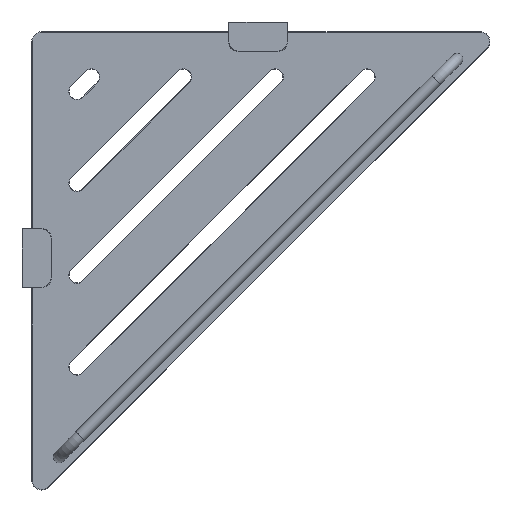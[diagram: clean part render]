
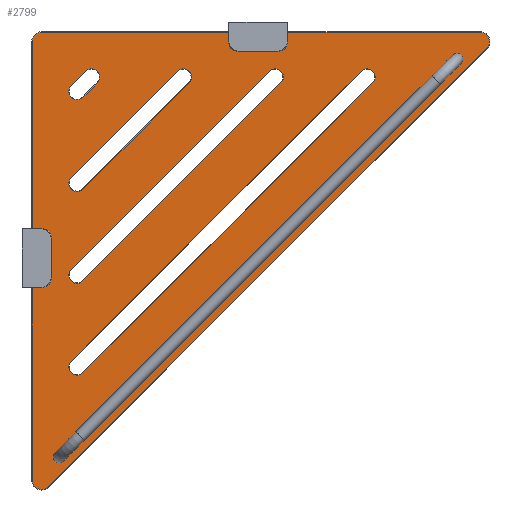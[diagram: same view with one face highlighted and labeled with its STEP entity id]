
A CAD part, top view. The second image highlights one B-rep face of the part: STEP entity #2799.
In plain terms, the highlighted planar face has unit normal (0, 0, 1).
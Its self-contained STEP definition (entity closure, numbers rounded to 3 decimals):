
#250=CIRCLE('',#3048,2.65);
#251=CIRCLE('',#3049,2.65);
#252=CIRCLE('',#3050,4.2);
#253=CIRCLE('',#3051,4.2);
#254=CIRCLE('',#3052,4.2);
#255=CIRCLE('',#3053,4.2);
#256=CIRCLE('',#3054,4.2);
#257=CIRCLE('',#3055,4.2);
#258=CIRCLE('',#3056,4.2);
#259=CIRCLE('',#3057,4.2);
#260=CIRCLE('',#3058,4.8);
#261=CIRCLE('',#3059,4.8);
#262=CIRCLE('',#3060,4.8);
#602=ORIENTED_EDGE('',*,*,#1107,.T.);
#603=ORIENTED_EDGE('',*,*,#1108,.T.);
#604=ORIENTED_EDGE('',*,*,#1109,.T.);
#605=ORIENTED_EDGE('',*,*,#1110,.T.);
#606=ORIENTED_EDGE('',*,*,#1111,.T.);
#607=ORIENTED_EDGE('',*,*,#1112,.T.);
#608=ORIENTED_EDGE('',*,*,#1113,.T.);
#609=ORIENTED_EDGE('',*,*,#1114,.T.);
#610=ORIENTED_EDGE('',*,*,#1115,.T.);
#611=ORIENTED_EDGE('',*,*,#1116,.T.);
#612=ORIENTED_EDGE('',*,*,#1117,.T.);
#613=ORIENTED_EDGE('',*,*,#1118,.T.);
#614=ORIENTED_EDGE('',*,*,#1119,.T.);
#615=ORIENTED_EDGE('',*,*,#1120,.T.);
#616=ORIENTED_EDGE('',*,*,#1121,.T.);
#617=ORIENTED_EDGE('',*,*,#1122,.T.);
#618=ORIENTED_EDGE('',*,*,#1123,.T.);
#619=ORIENTED_EDGE('',*,*,#1124,.T.);
#620=ORIENTED_EDGE('',*,*,#1125,.T.);
#621=ORIENTED_EDGE('',*,*,#1126,.T.);
#622=ORIENTED_EDGE('',*,*,#1127,.T.);
#623=ORIENTED_EDGE('',*,*,#1128,.T.);
#624=ORIENTED_EDGE('',*,*,#1129,.T.);
#625=ORIENTED_EDGE('',*,*,#1130,.T.);
#1107=EDGE_CURVE('',#1372,#1372,#250,.F.);
#1108=EDGE_CURVE('',#1373,#1373,#251,.F.);
#1109=EDGE_CURVE('',#1374,#1375,#1534,.T.);
#1110=EDGE_CURVE('',#1375,#1376,#252,.F.);
#1111=EDGE_CURVE('',#1376,#1377,#1535,.T.);
#1112=EDGE_CURVE('',#1377,#1374,#253,.F.);
#1113=EDGE_CURVE('',#1378,#1379,#1536,.T.);
#1114=EDGE_CURVE('',#1379,#1380,#254,.F.);
#1115=EDGE_CURVE('',#1380,#1381,#1537,.T.);
#1116=EDGE_CURVE('',#1381,#1378,#255,.F.);
#1117=EDGE_CURVE('',#1382,#1383,#1538,.T.);
#1118=EDGE_CURVE('',#1383,#1384,#256,.F.);
#1119=EDGE_CURVE('',#1384,#1385,#1539,.T.);
#1120=EDGE_CURVE('',#1385,#1382,#257,.F.);
#1121=EDGE_CURVE('',#1386,#1387,#1540,.T.);
#1122=EDGE_CURVE('',#1387,#1388,#258,.F.);
#1123=EDGE_CURVE('',#1388,#1389,#1541,.T.);
#1124=EDGE_CURVE('',#1389,#1386,#259,.F.);
#1125=EDGE_CURVE('',#1390,#1391,#1542,.T.);
#1126=EDGE_CURVE('',#1391,#1392,#260,.T.);
#1127=EDGE_CURVE('',#1392,#1393,#1543,.T.);
#1128=EDGE_CURVE('',#1393,#1394,#261,.T.);
#1129=EDGE_CURVE('',#1394,#1395,#1544,.T.);
#1130=EDGE_CURVE('',#1395,#1390,#262,.T.);
#1372=VERTEX_POINT('',#4347);
#1373=VERTEX_POINT('',#4349);
#1374=VERTEX_POINT('',#4351);
#1375=VERTEX_POINT('',#4352);
#1376=VERTEX_POINT('',#4354);
#1377=VERTEX_POINT('',#4356);
#1378=VERTEX_POINT('',#4359);
#1379=VERTEX_POINT('',#4360);
#1380=VERTEX_POINT('',#4362);
#1381=VERTEX_POINT('',#4364);
#1382=VERTEX_POINT('',#4367);
#1383=VERTEX_POINT('',#4368);
#1384=VERTEX_POINT('',#4370);
#1385=VERTEX_POINT('',#4372);
#1386=VERTEX_POINT('',#4375);
#1387=VERTEX_POINT('',#4376);
#1388=VERTEX_POINT('',#4378);
#1389=VERTEX_POINT('',#4380);
#1390=VERTEX_POINT('',#4383);
#1391=VERTEX_POINT('',#4384);
#1392=VERTEX_POINT('',#4386);
#1393=VERTEX_POINT('',#4388);
#1394=VERTEX_POINT('',#4390);
#1395=VERTEX_POINT('',#4392);
#1534=LINE('',#4350,#1668);
#1535=LINE('',#4355,#1669);
#1536=LINE('',#4358,#1670);
#1537=LINE('',#4363,#1671);
#1538=LINE('',#4366,#1672);
#1539=LINE('',#4371,#1673);
#1540=LINE('',#4374,#1674);
#1541=LINE('',#4379,#1675);
#1542=LINE('',#4382,#1676);
#1543=LINE('',#4387,#1677);
#1544=LINE('',#4391,#1678);
#1668=VECTOR('',#3576,1000.);
#1669=VECTOR('',#3579,1000.);
#1670=VECTOR('',#3582,1000.);
#1671=VECTOR('',#3585,1000.);
#1672=VECTOR('',#3588,1000.);
#1673=VECTOR('',#3591,1000.);
#1674=VECTOR('',#3594,1000.);
#1675=VECTOR('',#3597,1000.);
#1676=VECTOR('',#3600,1000.);
#1677=VECTOR('',#3603,1000.);
#1678=VECTOR('',#3606,1000.);
#1813=EDGE_LOOP('',(#602));
#1814=EDGE_LOOP('',(#603));
#1815=EDGE_LOOP('',(#604,#605,#606,#607));
#1816=EDGE_LOOP('',(#608,#609,#610,#611));
#1817=EDGE_LOOP('',(#612,#613,#614,#615));
#1818=EDGE_LOOP('',(#616,#617,#618,#619));
#1819=EDGE_LOOP('',(#620,#621,#622,#623,#624,#625));
#2008=FACE_BOUND('',#1813,.T.);
#2009=FACE_BOUND('',#1814,.T.);
#2010=FACE_BOUND('',#1815,.T.);
#2011=FACE_BOUND('',#1816,.T.);
#2012=FACE_BOUND('',#1817,.T.);
#2013=FACE_BOUND('',#1818,.T.);
#2014=FACE_BOUND('',#1819,.T.);
#2145=PLANE('',#3047);
#2799=ADVANCED_FACE('',(#2008,#2009,#2010,#2011,#2012,#2013,#2014),#2145,
 .T.);
#3047=AXIS2_PLACEMENT_3D('',#4345,#3570,#3571);
#3048=AXIS2_PLACEMENT_3D('',#4346,#3572,#3573);
#3049=AXIS2_PLACEMENT_3D('',#4348,#3574,#3575);
#3050=AXIS2_PLACEMENT_3D('',#4353,#3577,#3578);
#3051=AXIS2_PLACEMENT_3D('',#4357,#3580,#3581);
#3052=AXIS2_PLACEMENT_3D('',#4361,#3583,#3584);
#3053=AXIS2_PLACEMENT_3D('',#4365,#3586,#3587);
#3054=AXIS2_PLACEMENT_3D('',#4369,#3589,#3590);
#3055=AXIS2_PLACEMENT_3D('',#4373,#3592,#3593);
#3056=AXIS2_PLACEMENT_3D('',#4377,#3595,#3596);
#3057=AXIS2_PLACEMENT_3D('',#4381,#3598,#3599);
#3058=AXIS2_PLACEMENT_3D('',#4385,#3601,#3602);
#3059=AXIS2_PLACEMENT_3D('',#4389,#3604,#3605);
#3060=AXIS2_PLACEMENT_3D('',#4393,#3607,#3608);
#3570=DIRECTION('',(0.,0.,1.));
#3571=DIRECTION('',(1.,0.,0.));
#3572=DIRECTION('',(0.,0.,1.));
#3573=DIRECTION('',(1.,0.,0.));
#3574=DIRECTION('',(0.,0.,1.));
#3575=DIRECTION('',(1.,0.,0.));
#3576=DIRECTION('',(0.707,0.707,0.));
#3577=DIRECTION('',(0.,0.,1.));
#3578=DIRECTION('',(1.,0.,0.));
#3579=DIRECTION('',(-0.707,-0.707,0.));
#3580=DIRECTION('',(0.,0.,1.));
#3581=DIRECTION('',(1.,0.,0.));
#3582=DIRECTION('',(0.707,0.707,0.));
#3583=DIRECTION('',(0.,0.,1.));
#3584=DIRECTION('',(1.,0.,0.));
#3585=DIRECTION('',(-0.707,-0.707,0.));
#3586=DIRECTION('',(0.,0.,1.));
#3587=DIRECTION('',(1.,0.,0.));
#3588=DIRECTION('',(-0.707,-0.707,0.));
#3589=DIRECTION('',(0.,0.,1.));
#3590=DIRECTION('',(1.,0.,0.));
#3591=DIRECTION('',(0.707,0.707,0.));
#3592=DIRECTION('',(0.,0.,1.));
#3593=DIRECTION('',(1.,0.,0.));
#3594=DIRECTION('',(-0.707,-0.707,0.));
#3595=DIRECTION('',(0.,0.,1.));
#3596=DIRECTION('',(1.,0.,0.));
#3597=DIRECTION('',(0.707,0.707,0.));
#3598=DIRECTION('',(0.,0.,1.));
#3599=DIRECTION('',(1.,0.,0.));
#3600=DIRECTION('',(0.707,0.707,0.));
#3601=DIRECTION('',(0.,0.,1.));
#3602=DIRECTION('',(1.,0.,0.));
#3603=DIRECTION('',(-1.,0.,0.));
#3604=DIRECTION('',(0.,0.,1.));
#3605=DIRECTION('',(1.,0.,0.));
#3606=DIRECTION('',(0.,-1.,0.));
#3607=DIRECTION('',(0.,0.,1.));
#3608=DIRECTION('',(1.,0.,0.));
#4345=CARTESIAN_POINT('',(116.464,-116.464,1.5));
#4346=CARTESIAN_POINT('',(216.167,-13.934,1.5));
#4347=CARTESIAN_POINT('',(218.817,-13.934,1.5));
#4348=CARTESIAN_POINT('',(13.934,-216.167,1.5));
#4349=CARTESIAN_POINT('',(16.584,-216.167,1.5));
#4350=CARTESIAN_POINT('',(93.696,-93.696,1.5));
#4351=CARTESIAN_POINT('',(20.03,-167.361,1.5));
#4352=CARTESIAN_POINT('',(167.361,-20.03,1.5));
#4353=CARTESIAN_POINT('',(170.331,-23.,1.5));
#4354=CARTESIAN_POINT('',(173.301,-25.97,1.5));
#4355=CARTESIAN_POINT('',(99.635,-99.635,1.5));
#4356=CARTESIAN_POINT('',(25.97,-173.301,1.5));
#4357=CARTESIAN_POINT('',(23.,-170.331,1.5));
#4358=CARTESIAN_POINT('',(70.361,-70.361,1.5));
#4359=CARTESIAN_POINT('',(20.03,-120.692,1.5));
#4360=CARTESIAN_POINT('',(120.692,-20.03,1.5));
#4361=CARTESIAN_POINT('',(123.662,-23.,1.5));
#4362=CARTESIAN_POINT('',(126.632,-25.97,1.5));
#4363=CARTESIAN_POINT('',(76.301,-76.301,1.5));
#4364=CARTESIAN_POINT('',(25.97,-126.632,1.5));
#4365=CARTESIAN_POINT('',(23.,-123.662,1.5));
#4366=CARTESIAN_POINT('',(52.966,-52.966,1.5));
#4367=CARTESIAN_POINT('',(79.963,-25.97,1.5));
#4368=CARTESIAN_POINT('',(25.97,-79.963,1.5));
#4369=CARTESIAN_POINT('',(23.,-76.993,1.5));
#4370=CARTESIAN_POINT('',(20.03,-74.023,1.5));
#4371=CARTESIAN_POINT('',(47.027,-47.027,1.5));
#4372=CARTESIAN_POINT('',(74.023,-20.03,1.5));
#4373=CARTESIAN_POINT('',(76.993,-23.,1.5));
#4374=CARTESIAN_POINT('',(29.632,-29.632,1.5));
#4375=CARTESIAN_POINT('',(33.294,-25.97,1.5));
#4376=CARTESIAN_POINT('',(25.97,-33.294,1.5));
#4377=CARTESIAN_POINT('',(23.,-30.324,1.5));
#4378=CARTESIAN_POINT('',(20.03,-27.354,1.5));
#4379=CARTESIAN_POINT('',(23.692,-23.692,1.5));
#4380=CARTESIAN_POINT('',(27.354,-20.03,1.5));
#4381=CARTESIAN_POINT('',(30.324,-23.,1.5));
#4382=CARTESIAN_POINT('',(119.859,-119.859,1.5));
#4383=CARTESIAN_POINT('',(8.394,-231.323,1.5));
#4384=CARTESIAN_POINT('',(231.323,-8.394,1.5));
#4385=CARTESIAN_POINT('',(227.929,-5.,1.5));
#4386=CARTESIAN_POINT('',(227.929,-0.2,1.5));
#4387=CARTESIAN_POINT('',(116.464,-0.2,1.5));
#4388=CARTESIAN_POINT('',(5.,-0.2,1.5));
#4389=CARTESIAN_POINT('',(5.,-5.,1.5));
#4390=CARTESIAN_POINT('',(0.2,-5.,1.5));
#4391=CARTESIAN_POINT('',(0.2,-116.464,1.5));
#4392=CARTESIAN_POINT('',(0.2,-227.929,1.5));
#4393=CARTESIAN_POINT('',(5.,-227.929,1.5));
